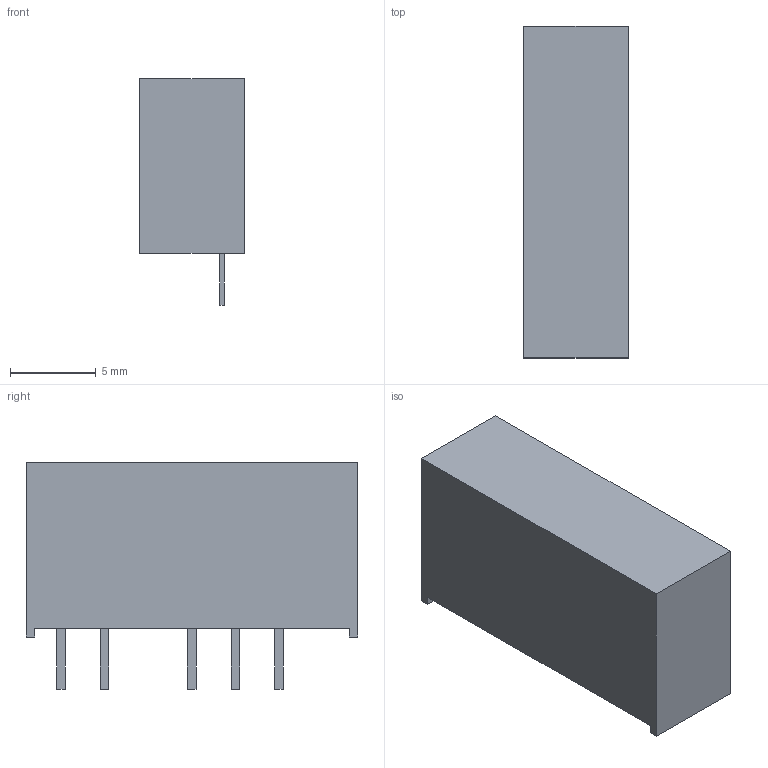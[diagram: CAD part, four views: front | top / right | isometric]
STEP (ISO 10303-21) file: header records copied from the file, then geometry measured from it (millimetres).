
FILE_DESCRIPTION(('FreeCAD Model'),'2;1');
FILE_NAME('Converter_DCDC_XP_POWER-IAxxxx_SIP_THT.step', '2018-10-31T13:11:26',('kicad StepUp'),('ksu MCAD'), 'Open CASCADE STEP processor 7.3','FreeCAD','Unknown');
FILE_SCHEMA(('AUTOMOTIVE_DESIGN { 1 0 10303 214 1 1 1 1 }'));
Length unit declared in the file: millimetre
Products named in the file (1): Converter_DCDC_XP_POWER-IAxxxx_SIP_THT
Bounding box: 6.1 x 19.33 x 13.21 mm (x, y, z)
Surface area: 768.2 mm2 (no closed solid volume)
Topology: 0 solids, 6 shells, 45 faces, 104 edges, 76 vertices
Faces by surface type: plane 45
Entity records: 1334 total; most frequent: CARTESIAN_POINT 226, ORIENTED_EDGE 208, DIRECTION 196, EDGE_CURVE 104, LINE 104, VECTOR 104, VERTEX_POINT 76, FACE_BOUND 50
